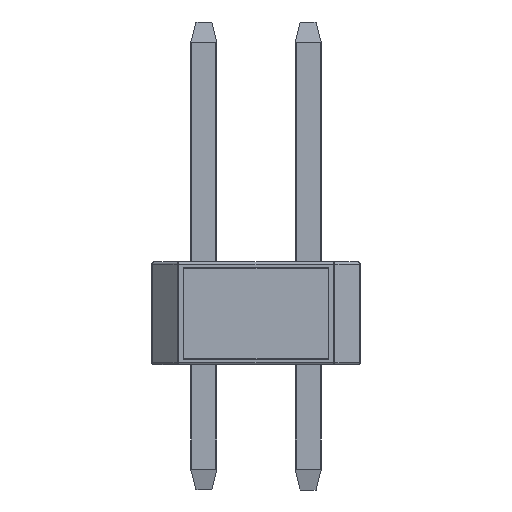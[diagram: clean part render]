
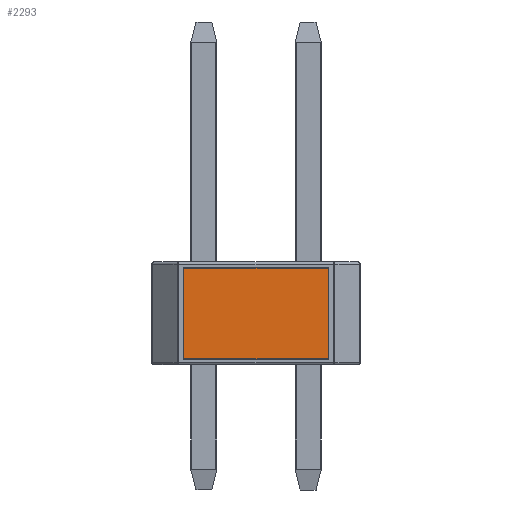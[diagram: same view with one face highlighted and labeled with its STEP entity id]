
A CAD part, left-side view. The second image highlights one B-rep face of the part: STEP entity #2293.
In plain terms, the highlighted planar face has unit normal (-1, 0, 0).
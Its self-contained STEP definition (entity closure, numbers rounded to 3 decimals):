
#342=FACE_OUTER_BOUND('',#468,.T.);
#468=EDGE_LOOP('',(#1870,#1871,#1872,#1873));
#607=LINE('',#3554,#823);
#608=LINE('',#3559,#824);
#611=LINE('',#3567,#827);
#613=LINE('',#3570,#829);
#823=VECTOR('',#2845,10.);
#824=VECTOR('',#2850,10.);
#827=VECTOR('',#2859,10.);
#829=VECTOR('',#2863,10.);
#1020=VERTEX_POINT('',#3551);
#1021=VERTEX_POINT('',#3553);
#1022=VERTEX_POINT('',#3557);
#1023=VERTEX_POINT('',#3558);
#1236=EDGE_CURVE('',#1021,#1020,#607,.T.);
#1238=EDGE_CURVE('',#1022,#1023,#608,.T.);
#1243=EDGE_CURVE('',#1020,#1022,#611,.T.);
#1245=EDGE_CURVE('',#1023,#1021,#613,.T.);
#1870=ORIENTED_EDGE('',*,*,#1243,.T.);
#1871=ORIENTED_EDGE('',*,*,#1238,.T.);
#1872=ORIENTED_EDGE('',*,*,#1245,.T.);
#1873=ORIENTED_EDGE('',*,*,#1236,.T.);
#2056=PLANE('',#2539);
#2293=ADVANCED_FACE('',(#342),#2056,.T.);
#2539=AXIS2_PLACEMENT_3D('',#3768,#3114,#3115);
#2845=DIRECTION('',(0.,1.,0.));
#2850=DIRECTION('',(0.,-1.,0.));
#2859=DIRECTION('',(0.,0.,-1.));
#2863=DIRECTION('',(0.,0.,1.));
#3114=DIRECTION('center_axis',(-1.,0.,0.));
#3115=DIRECTION('ref_axis',(0.,0.,1.));
#3551=CARTESIAN_POINT('',(-1.27,3.023,2.35));
#3553=CARTESIAN_POINT('',(-1.27,-0.488,2.35));
#3554=CARTESIAN_POINT('',(-1.27,3.023,2.35));
#3557=CARTESIAN_POINT('',(-1.27,3.023,0.15));
#3558=CARTESIAN_POINT('',(-1.27,-0.488,0.15));
#3559=CARTESIAN_POINT('',(-1.27,-0.488,0.15));
#3567=CARTESIAN_POINT('',(-1.27,3.023,0.15));
#3570=CARTESIAN_POINT('',(-1.27,-0.488,2.35));
#3768=CARTESIAN_POINT('Origin',(-1.27,1.268,1.25));
